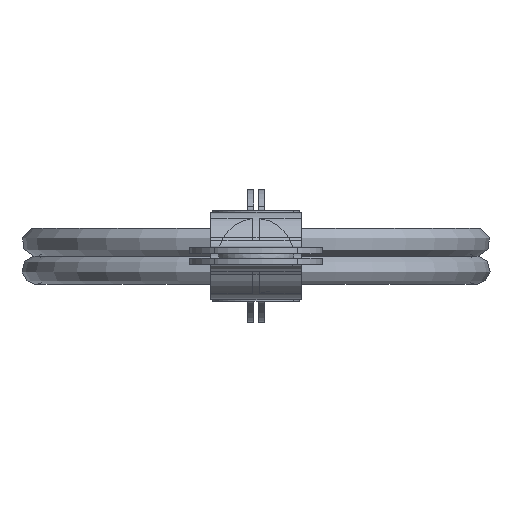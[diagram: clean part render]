
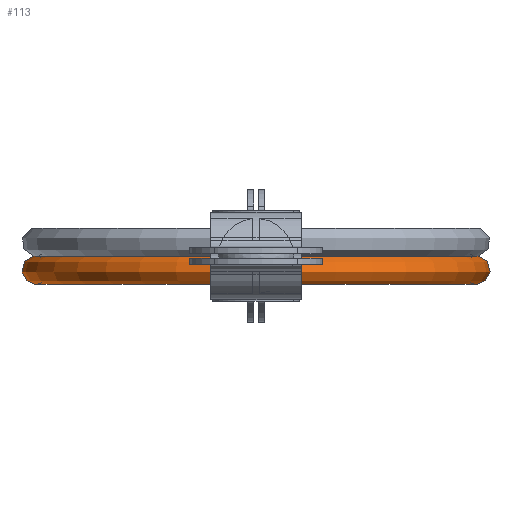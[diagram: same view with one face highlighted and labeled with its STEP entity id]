
A CAD part, left-side view. The second image highlights one B-rep face of the part: STEP entity #113.
In plain terms, the highlighted toroidal (fillet/blend) face has major radius 13.15 mm and minor radius 0.85 mm.
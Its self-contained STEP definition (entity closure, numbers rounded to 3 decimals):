
#113 = ADVANCED_FACE( '', ( #269, #270, #271, #272, #273 ), #274, .T. );
#269 = FACE_BOUND( '', #478, .T. );
#270 = FACE_OUTER_BOUND( '', #479, .T. );
#271 = FACE_BOUND( '', #480, .T. );
#272 = FACE_OUTER_BOUND( '', #481, .T. );
#273 = FACE_BOUND( '', #482, .T. );
#274 = TOROIDAL_SURFACE( '', #483, 13.15, 0.85 );
#478 = VERTEX_LOOP( '', #776 );
#479 = EDGE_LOOP( '', ( #777 ) );
#480 = EDGE_LOOP( '', ( #778, #779, #780, #781 ) );
#481 = EDGE_LOOP( '', ( #782 ) );
#482 = EDGE_LOOP( '', ( #783, #784, #785, #786 ) );
#483 = AXIS2_PLACEMENT_3D( '', #787, #788, #789 );
#776 = VERTEX_POINT( '', #1266 );
#777 = ORIENTED_EDGE( '', *, *, #1227, .T. );
#778 = ORIENTED_EDGE( '', *, *, #1233, .F. );
#779 = ORIENTED_EDGE( '', *, *, #1267, .T. );
#780 = ORIENTED_EDGE( '', *, *, #1268, .F. );
#781 = ORIENTED_EDGE( '', *, *, #1269, .T. );
#782 = ORIENTED_EDGE( '', *, *, #1222, .F. );
#783 = ORIENTED_EDGE( '', *, *, #1270, .F. );
#784 = ORIENTED_EDGE( '', *, *, #1271, .T. );
#785 = ORIENTED_EDGE( '', *, *, #1272, .F. );
#786 = ORIENTED_EDGE( '', *, *, #1204, .T. );
#787 = CARTESIAN_POINT( '', ( 1014.8, 0., -0.84 ) );
#788 = DIRECTION( '', ( 0., 0., -1. ) );
#789 = DIRECTION( '', ( -1., 0., 0. ) );
#1204 = EDGE_CURVE( '', #1451, #1452, #1453, .T. );
#1222 = EDGE_CURVE( '', #1480, #1480, #1481, .T. );
#1227 = EDGE_CURVE( '', #1490, #1490, #1491, .T. );
#1233 = EDGE_CURVE( '', #1498, #1500, #1501, .T. );
#1266 = CARTESIAN_POINT( '', ( 1000.8, 0., -0.84 ) );
#1267 = EDGE_CURVE( '', #1498, #1554, #1555, .T. );
#1268 = EDGE_CURVE( '', #1556, #1554, #1557, .T. );
#1269 = EDGE_CURVE( '', #1556, #1500, #1558, .T. );
#1270 = EDGE_CURVE( '', #1559, #1452, #1560, .T. );
#1271 = EDGE_CURVE( '', #1559, #1561, #1562, .T. );
#1272 = EDGE_CURVE( '', #1451, #1561, #1563, .T. );
#1451 = VERTEX_POINT( '', #1797 );
#1452 = VERTEX_POINT( '', #1798 );
#1453 = B_SPLINE_CURVE_WITH_KNOTS( '', 3, ( #1799, #1800, #1801, #1802 ), .UNSPECIFIED., .F., .F., ( 4, 4 ), ( 0., 0. ), .UNSPECIFIED. );
#1480 = VERTEX_POINT( '', #1873 );
#1481 = CIRCLE( '', #1874, 13.02 );
#1490 = VERTEX_POINT( '', #1907 );
#1491 = CIRCLE( '', #1908, 13.28 );
#1498 = VERTEX_POINT( '', #1936 );
#1500 = VERTEX_POINT( '', #1938 );
#1501 = B_SPLINE_CURVE_WITH_KNOTS( '', 3, ( #1939, #1940, #1941, #1942, #1943, #1944, #1945, #1946, #1947, #1948 ), .UNSPECIFIED., .F., .F., ( 4, 2, 2, 2, 4 ), ( 0.003, 0.003, 0.004, 0.004, 0.004 ), .UNSPECIFIED. );
#1554 = VERTEX_POINT( '', #2027 );
#1555 = B_SPLINE_CURVE_WITH_KNOTS( '', 3, ( #2028, #2029, #2030, #2031 ), .UNSPECIFIED., .F., .F., ( 4, 4 ), ( 0., 0. ), .UNSPECIFIED. );
#1556 = VERTEX_POINT( '', #2032 );
#1557 = B_SPLINE_CURVE_WITH_KNOTS( '', 3, ( #2033, #2034, #2035, #2036, #2037, #2038, #2039, #2040, #2041, #2042 ), .UNSPECIFIED., .F., .F., ( 4, 2, 2, 2, 4 ), ( 0.001, 0.001, 0.002, 0.002, 0.002 ), .UNSPECIFIED. );
#1558 = B_SPLINE_CURVE_WITH_KNOTS( '', 3, ( #2043, #2044, #2045, #2046 ), .UNSPECIFIED., .F., .F., ( 4, 4 ), ( 0., 0. ), .UNSPECIFIED. );
#1559 = VERTEX_POINT( '', #2047 );
#1560 = B_SPLINE_CURVE_WITH_KNOTS( '', 3, ( #2048, #2049, #2050, #2051, #2052, #2053, #2054, #2055, #2056, #2057 ), .UNSPECIFIED., .F., .F., ( 4, 2, 2, 2, 4 ), ( 0.001, 0.001, 0.002, 0.002, 0.002 ), .UNSPECIFIED. );
#1561 = VERTEX_POINT( '', #2058 );
#1562 = B_SPLINE_CURVE_WITH_KNOTS( '', 3, ( #2059, #2060, #2061, #2062 ), .UNSPECIFIED., .F., .F., ( 4, 4 ), ( 0., 0. ), .UNSPECIFIED. );
#1563 = B_SPLINE_CURVE_WITH_KNOTS( '', 3, ( #2063, #2064, #2065, #2066, #2067, #2068, #2069, #2070, #2071, #2072 ), .UNSPECIFIED., .F., .F., ( 4, 2, 2, 2, 4 ), ( 0.003, 0.003, 0.004, 0.004, 0.004 ), .UNSPECIFIED. );
#1797 = CARTESIAN_POINT( '', ( 1002.443, 0.13, -0.532 ) );
#1798 = CARTESIAN_POINT( '', ( 1002.446, 0.5, -0.516 ) );
#1799 = CARTESIAN_POINT( '', ( 1002.443, 0.13, -0.532 ) );
#1800 = CARTESIAN_POINT( '', ( 1002.443, 0.253, -0.53 ) );
#1801 = CARTESIAN_POINT( '', ( 1002.444, 0.377, -0.524 ) );
#1802 = CARTESIAN_POINT( '', ( 1002.446, 0.5, -0.516 ) );
#1873 = CARTESIAN_POINT( '', ( 1001.78, 0., 0. ) );
#1874 = AXIS2_PLACEMENT_3D( '', #2378, #2379, #2380 );
#1907 = CARTESIAN_POINT( '', ( 1001.52, 0., 0. ) );
#1908 = AXIS2_PLACEMENT_3D( '', #2381, #2382, #2383 );
#1936 = CARTESIAN_POINT( '', ( 1002.446, -0.5, -0.516 ) );
#1938 = CARTESIAN_POINT( '', ( 1001.865, -0.5, -1.665 ) );
#1939 = CARTESIAN_POINT( '', ( 1002.446, -0.5, -0.516 ) );
#1940 = CARTESIAN_POINT( '', ( 1002.492, -0.5, -0.628 ) );
#1941 = CARTESIAN_POINT( '', ( 1002.514, -0.5, -0.752 ) );
#1942 = CARTESIAN_POINT( '', ( 1002.505, -0.5, -0.994 ) );
#1943 = CARTESIAN_POINT( '', ( 1002.474, -0.5, -1.114 ) );
#1944 = CARTESIAN_POINT( '', ( 1002.363, -0.5, -1.333 ) );
#1945 = CARTESIAN_POINT( '', ( 1002.285, -0.5, -1.429 ) );
#1946 = CARTESIAN_POINT( '', ( 1002.095, -0.5, -1.581 ) );
#1947 = CARTESIAN_POINT( '', ( 1001.983, -0.5, -1.636 ) );
#1948 = CARTESIAN_POINT( '', ( 1001.865, -0.5, -1.665 ) );
#2027 = CARTESIAN_POINT( '', ( 1002.443, -0.13, -0.532 ) );
#2028 = CARTESIAN_POINT( '', ( 1002.446, -0.5, -0.516 ) );
#2029 = CARTESIAN_POINT( '', ( 1002.444, -0.377, -0.524 ) );
#2030 = CARTESIAN_POINT( '', ( 1002.443, -0.253, -0.53 ) );
#2031 = CARTESIAN_POINT( '', ( 1002.443, -0.13, -0.532 ) );
#2032 = CARTESIAN_POINT( '', ( 1001.868, -0.13, -1.662 ) );
#2033 = CARTESIAN_POINT( '', ( 1001.868, -0.13, -1.662 ) );
#2034 = CARTESIAN_POINT( '', ( 1001.983, -0.13, -1.631 ) );
#2035 = CARTESIAN_POINT( '', ( 1002.092, -0.13, -1.576 ) );
#2036 = CARTESIAN_POINT( '', ( 1002.277, -0.13, -1.427 ) );
#2037 = CARTESIAN_POINT( '', ( 1002.354, -0.13, -1.332 ) );
#2038 = CARTESIAN_POINT( '', ( 1002.462, -0.13, -1.12 ) );
#2039 = CARTESIAN_POINT( '', ( 1002.494, -0.13, -1.002 ) );
#2040 = CARTESIAN_POINT( '', ( 1002.506, -0.13, -0.763 ) );
#2041 = CARTESIAN_POINT( '', ( 1002.486, -0.13, -0.643 ) );
#2042 = CARTESIAN_POINT( '', ( 1002.443, -0.13, -0.532 ) );
#2043 = CARTESIAN_POINT( '', ( 1001.868, -0.13, -1.662 ) );
#2044 = CARTESIAN_POINT( '', ( 1001.867, -0.253, -1.662 ) );
#2045 = CARTESIAN_POINT( '', ( 1001.866, -0.377, -1.663 ) );
#2046 = CARTESIAN_POINT( '', ( 1001.865, -0.5, -1.665 ) );
#2047 = CARTESIAN_POINT( '', ( 1001.865, 0.5, -1.665 ) );
#2048 = CARTESIAN_POINT( '', ( 1001.865, 0.5, -1.665 ) );
#2049 = CARTESIAN_POINT( '', ( 1001.983, 0.5, -1.635 ) );
#2050 = CARTESIAN_POINT( '', ( 1002.095, 0.5, -1.58 ) );
#2051 = CARTESIAN_POINT( '', ( 1002.285, 0.5, -1.429 ) );
#2052 = CARTESIAN_POINT( '', ( 1002.364, 0.5, -1.332 ) );
#2053 = CARTESIAN_POINT( '', ( 1002.473, 0.5, -1.116 ) );
#2054 = CARTESIAN_POINT( '', ( 1002.505, 0.5, -0.996 ) );
#2055 = CARTESIAN_POINT( '', ( 1002.514, 0.5, -0.751 ) );
#2056 = CARTESIAN_POINT( '', ( 1002.492, 0.5, -0.629 ) );
#2057 = CARTESIAN_POINT( '', ( 1002.446, 0.5, -0.516 ) );
#2058 = CARTESIAN_POINT( '', ( 1001.868, 0.13, -1.662 ) );
#2059 = CARTESIAN_POINT( '', ( 1001.865, 0.5, -1.665 ) );
#2060 = CARTESIAN_POINT( '', ( 1001.866, 0.377, -1.663 ) );
#2061 = CARTESIAN_POINT( '', ( 1001.867, 0.253, -1.662 ) );
#2062 = CARTESIAN_POINT( '', ( 1001.868, 0.13, -1.662 ) );
#2063 = CARTESIAN_POINT( '', ( 1002.443, 0.13, -0.532 ) );
#2064 = CARTESIAN_POINT( '', ( 1002.486, 0.13, -0.642 ) );
#2065 = CARTESIAN_POINT( '', ( 1002.506, 0.13, -0.763 ) );
#2066 = CARTESIAN_POINT( '', ( 1002.494, 0.13, -1.001 ) );
#2067 = CARTESIAN_POINT( '', ( 1002.463, 0.13, -1.118 ) );
#2068 = CARTESIAN_POINT( '', ( 1002.354, 0.13, -1.332 ) );
#2069 = CARTESIAN_POINT( '', ( 1002.277, 0.13, -1.427 ) );
#2070 = CARTESIAN_POINT( '', ( 1002.092, 0.13, -1.576 ) );
#2071 = CARTESIAN_POINT( '', ( 1001.982, 0.13, -1.632 ) );
#2072 = CARTESIAN_POINT( '', ( 1001.868, 0.13, -1.662 ) );
#2378 = CARTESIAN_POINT( '', ( 1014.8, 0., 0. ) );
#2379 = DIRECTION( '', ( 0., 0., -1. ) );
#2380 = DIRECTION( '', ( -1., 0., 0. ) );
#2381 = CARTESIAN_POINT( '', ( 1014.8, 0., 0. ) );
#2382 = DIRECTION( '', ( 0., 0., -1. ) );
#2383 = DIRECTION( '', ( -1., 0., 0. ) );
